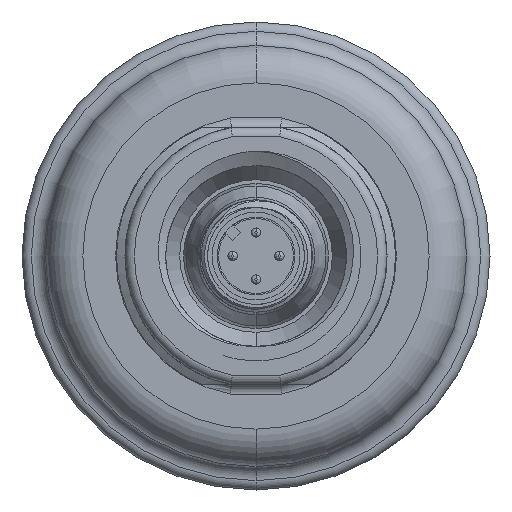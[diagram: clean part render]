
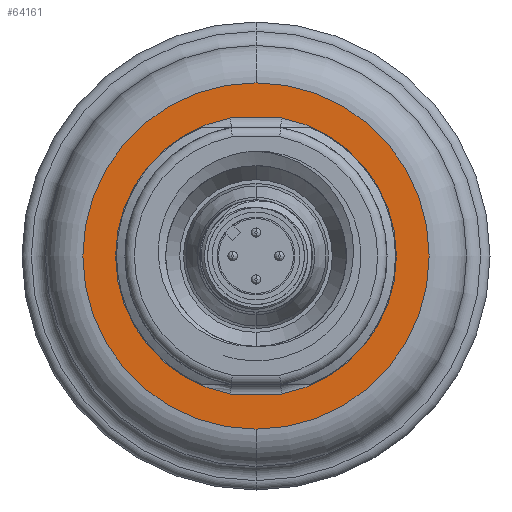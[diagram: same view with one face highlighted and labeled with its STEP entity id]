
A CAD part, front view. The second image highlights one B-rep face of the part: STEP entity #64161.
In plain terms, the highlighted planar face has unit normal (0, -1, 0).
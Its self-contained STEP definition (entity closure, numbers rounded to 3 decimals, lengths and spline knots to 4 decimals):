
#22694=CARTESIAN_POINT('',(0.,-0.1181,0.));
#22695=DIRECTION('',(0.,-1.,0.));
#22696=DIRECTION('',(0.,0.,-1.));
#22697=AXIS2_PLACEMENT_3D('',#22694,#22695,#22696);
#22699=CARTESIAN_POINT('',(0.,-0.1181,0.));
#22700=DIRECTION('',(0.,-1.,0.));
#22701=DIRECTION('',(0.,0.,1.));
#22702=AXIS2_PLACEMENT_3D('',#22699,#22700,#22701);
#22704=CARTESIAN_POINT('',(0.,-0.1181,0.));
#22705=DIRECTION('',(0.,-1.,0.));
#22706=DIRECTION('',(-0.182,0.,0.983));
#22707=AXIS2_PLACEMENT_3D('',#22704,#22705,#22706);
#22709=DIRECTION('',(1.,0.,0.));
#22710=VECTOR('',#22709,0.2147);
#22711=CARTESIAN_POINT('',(-0.1074,-0.1181,
-0.5807));
#22712=LINE('',#22711,#22710);
#22713=CARTESIAN_POINT('',(0.,-0.1181,0.));
#22714=DIRECTION('',(0.,-1.,0.));
#22715=DIRECTION('',(0.182,0.,-0.983));
#22716=AXIS2_PLACEMENT_3D('',#22713,#22714,#22715);
#22718=DIRECTION('',(-1.,0.,0.));
#22719=VECTOR('',#22718,0.2147);
#22720=CARTESIAN_POINT('',(0.1074,-0.1181,
0.5807));
#22721=LINE('',#22720,#22719);
#39184=CARTESIAN_POINT('',(-0.1074,-0.1181,
0.5807));
#39185=CARTESIAN_POINT('',(-0.1074,-0.1181,
-0.5807));
#39186=VERTEX_POINT('',#39184);
#39187=VERTEX_POINT('',#39185);
#39192=CARTESIAN_POINT('',(0.1074,-0.1181,
-0.5807));
#39193=CARTESIAN_POINT('',(0.1074,-0.1181,
0.5807));
#39194=VERTEX_POINT('',#39192);
#39195=VERTEX_POINT('',#39193);
#39536=CARTESIAN_POINT('',(0.,-0.1181,-0.7283));
#39537=CARTESIAN_POINT('',(0.,-0.1181,0.7283));
#39538=VERTEX_POINT('',#39536);
#39539=VERTEX_POINT('',#39537);
#64141=CARTESIAN_POINT('',(0.,-0.1181,0.));
#64142=DIRECTION('',(0.,-1.,0.));
#64143=DIRECTION('',(0.,0.,1.));
#64144=AXIS2_PLACEMENT_3D('',#64141,#64142,#64143);
#64145=PLANE('',#64144);
#64147=ORIENTED_EDGE('',*,*,#64146,.F.);
#64149=ORIENTED_EDGE('',*,*,#64148,.F.);
#64150=EDGE_LOOP('',(#64147,#64149));
#64151=FACE_OUTER_BOUND('',#64150,.F.);
#64152=ORIENTED_EDGE('',*,*,#64131,.T.);
#64154=ORIENTED_EDGE('',*,*,#64153,.T.);
#64156=ORIENTED_EDGE('',*,*,#64155,.T.);
#64158=ORIENTED_EDGE('',*,*,#64157,.T.);
#64159=EDGE_LOOP('',(#64152,#64154,#64156,#64158));
#64160=FACE_BOUND('',#64159,.F.);
#64161=ADVANCED_FACE('',(#64151,#64160),#64145,.T.);
#22698=CIRCLE('',#22697,0.7283);
#22703=CIRCLE('',#22702,0.7283);
#22708=CIRCLE('',#22707,0.5906);
#22717=CIRCLE('',#22716,0.5906);
#64131=EDGE_CURVE('',#39186,#39187,#22708,.T.);
#64146=EDGE_CURVE('',#39538,#39539,#22698,.T.);
#64148=EDGE_CURVE('',#39539,#39538,#22703,.T.);
#64153=EDGE_CURVE('',#39187,#39194,#22712,.T.);
#64155=EDGE_CURVE('',#39194,#39195,#22717,.T.);
#64157=EDGE_CURVE('',#39195,#39186,#22721,.T.);
